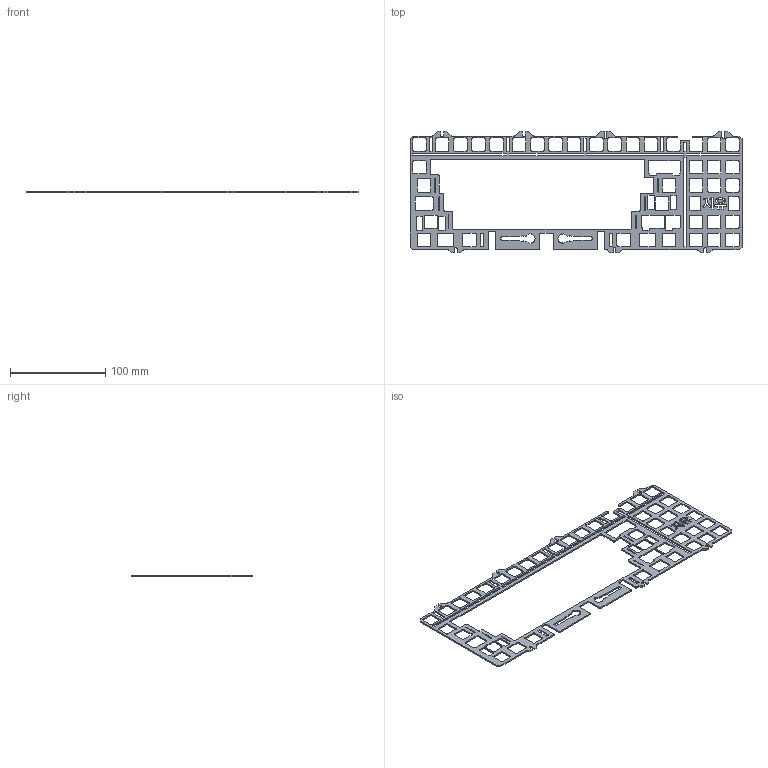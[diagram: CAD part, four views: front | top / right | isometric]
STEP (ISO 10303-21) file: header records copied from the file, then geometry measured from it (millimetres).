
FILE_DESCRIPTION(/* description */ (''),/* implementation_level */ '2;1');
FILE_NAME(/* name */ 'JiU_Half_Plate_Final.step',/* time_stamp */ '2021-05-20T20:04:53-05:00',/* author */ (''),/* organization */ (''),/* preprocessor_version */ 'ST-DEVELOPER v18.1',/* originating_system */ 'Autodesk Translation Framework v10.6.0.1341',/* authorisation */ '');
FILE_SCHEMA (('AUTOMOTIVE_DESIGN { 1 0 10303 214 3 1 1 }'));
Length unit declared in the file: millimetre
Products named in the file (2): (Unsaved); Component6
Assembly tree (1 placements, depth 2):
  (Unsaved)
    Component6
Bounding box: 348.66 x 127.96 x 1.5 mm (x, y, z)
Volume: 20826.3 mm3; surface area: 36922.9 mm2
Topology: 1 solids, 1 shells, 933 faces, 2793 edges, 1862 vertices
Faces by surface type: plane 459, cylinder 443, bspline 31
Entity records: 32079 total; most frequent: CARTESIAN_POINT 5982, ORIENTED_EDGE 5586, DIRECTION 5435, EDGE_CURVE 2793, VERTEX_POINT 1862, LINE 1845, VECTOR 1845, AXIS2_PLACEMENT_3D 1795
